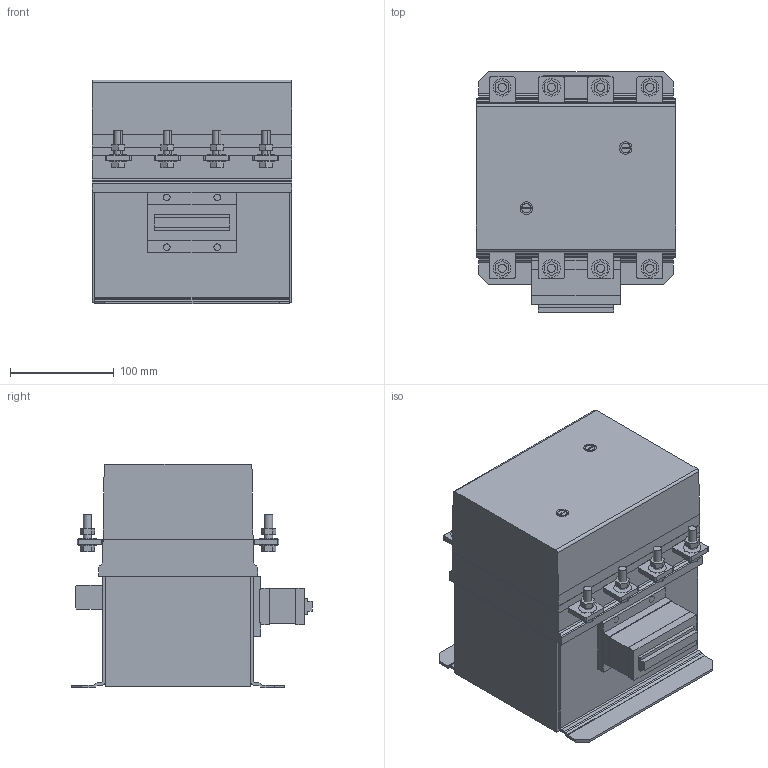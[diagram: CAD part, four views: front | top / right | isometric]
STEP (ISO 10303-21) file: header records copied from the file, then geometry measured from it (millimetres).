
FILE_DESCRIPTION((''),'2;1');
FILE_NAME('3d_11B2504L00220C220.stp','2012-10-03T13:35:45',(''),(''),'Mechanical Desktop 2011','Mechanical Desktop 2011',', , ');
FILE_SCHEMA(('CONFIG_CONTROL_DESIGN'));
Length unit declared in the file: millimetre
Products named in the file (1): Product
Bounding box: 192.5 x 232.29 x 215.93 mm (x, y, z)
Volume: 6276107.9 mm3; surface area: 504467.6 mm2
Topology: 63 solids, 63 shells, 496 faces, 1244 edges, 924 vertices
Faces by surface type: plane 253, bspline 196, cylinder 47
Entity records: 15215 total; most frequent: CARTESIAN_POINT 3721, ORIENTED_EDGE 2368, DIRECTION 2108, EDGE_CURVE 1184, VECTOR 982, LINE 982, VERTEX_POINT 818, AXIS2_PLACEMENT_3D 563
